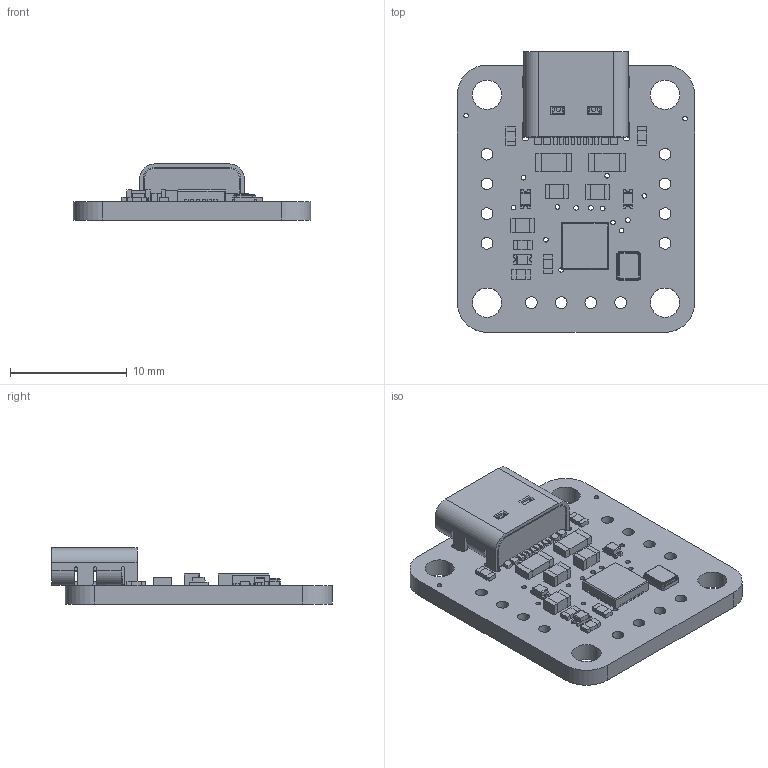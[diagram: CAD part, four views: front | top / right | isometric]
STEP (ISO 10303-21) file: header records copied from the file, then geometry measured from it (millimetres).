
FILE_DESCRIPTION(/* description */ (''),/* implementation_level */ '2;1');
FILE_NAME(/* name */ 'PCB Component.step',/* time_stamp */ '2024-10-15T11:42:17-04:00',/* author */ (''),/* organization */ (''),/* preprocessor_version */ 'ST-DEVELOPER v20',/* originating_system */ 'Autodesk Translation Framework v13.20.0.188',/* authorisation */ '');
FILE_SCHEMA (('AUTOMOTIVE_DESIGN { 1 0 10303 214 3 1 1 }'));
Length unit declared in the file: millimetre
Products named in the file (9): PCB Component; Board; 12MHz; 5V/2A; 100uF; USB C; 4.7K; GREEN; CH334F
Assembly tree (17 placements, depth 2):
  PCB Component
    Board
    12MHz
    5V/2A  x3
    100uF  x2
    USB C
    4.7K  x5
    GREEN  x3
    CH334F
Bounding box: 20.32 x 24.01 x 4.8 mm (x, y, z)
Volume: 809.8 mm3; surface area: 1780.4 mm2
Topology: 47 solids, 47 shells, 1135 faces, 2960 edges, 1930 vertices
Faces by surface type: plane 846, cylinder 245, torus 18, bspline 14, sphere 6, cone 6
Full cylindrical faces by diameter (mm): 0.394 x22, 0.5 x2, 0.65 x2, 1 x12, 2.5 x4
Entity records: 29016 total; most frequent: CARTESIAN_POINT 5035, ORIENTED_EDGE 4768, DIRECTION 4742, EDGE_CURVE 2384, LINE 1864, VECTOR 1864, VERTEX_POINT 1550, AXIS2_PLACEMENT_3D 1439
